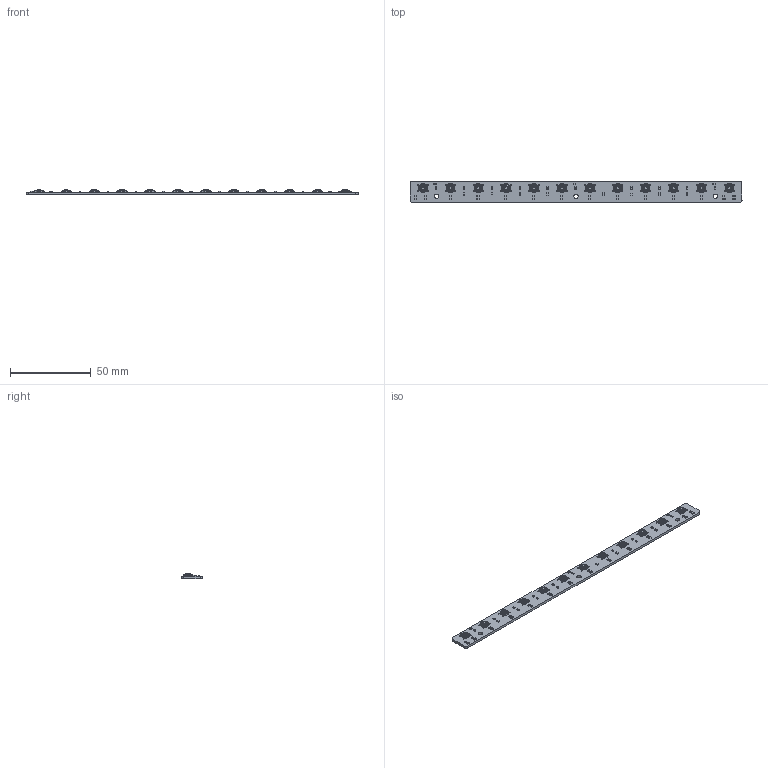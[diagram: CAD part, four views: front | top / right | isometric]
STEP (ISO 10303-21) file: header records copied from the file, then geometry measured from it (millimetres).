
FILE_DESCRIPTION(('KiCad electronic assembly'),'2;1');
FILE_NAME('Bottom Frame 3D PCB.step','2024-11-19T17:03:20',('Pcbnew'),( 'Kicad'),'Open CASCADE STEP processor 7.7','KiCad to STEP converter' ,'Unknown');
FILE_SCHEMA(('AUTOMOTIVE_DESIGN { 1 0 10303 214 1 1 1 1 }'));
Length unit declared in the file: millimetre
Products named in the file (8): Bottom Frame 3D PCB 1; R_0603_1608Metric; IN-S63AT5A; PTS526_SK15_SMTR2_LFS; PTS526 SK15 SMTR2 LFS; Bottom Frame_PCB
Assembly tree (65 placements, depth 3):
  Bottom Frame 3D PCB 1
    R_0603_1608Metric  x25
      R_0603_1608Metric
    IN-S63AT5A  x24
      IN-S63AT5A
    PTS526_SK15_SMTR2_LFS  x12
      PTS526 SK15 SMTR2 LFS
    Bottom Frame_PCB
Bounding box: 206.01 x 13.08 x 3.2 mm (x, y, z)
Volume: 4539 mm3; surface area: 8150.3 mm2
Topology: 206 solids, 206 shells, 3939 faces, 10085 edges, 6570 vertices
Faces by surface type: plane 2748, cylinder 999, sphere 96, torus 72, cone 24
Full cylindrical faces by diameter (mm): 2.7 x3
Entity records: 9057 total; most frequent: DIRECTION 1459, CARTESIAN_POINT 1433, ORIENTED_EDGE 1330, EDGE_CURVE 665, LINE 503, VECTOR 503, AXIS2_PLACEMENT_3D 478, VERTEX_POINT 436
